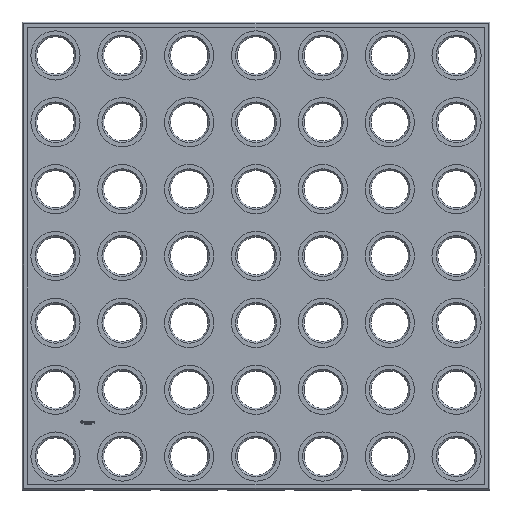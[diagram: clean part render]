
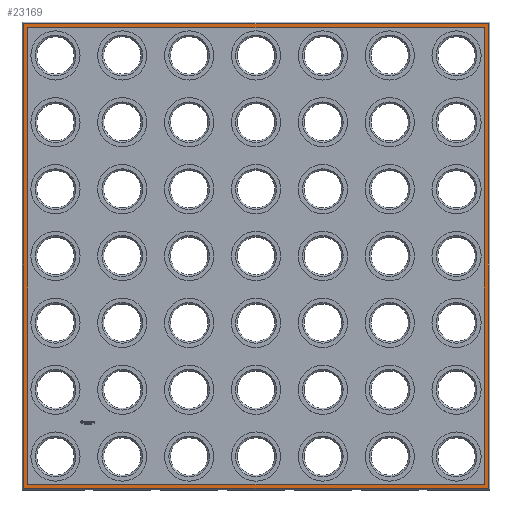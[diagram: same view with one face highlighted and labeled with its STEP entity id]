
A CAD part, top view. The second image highlights one B-rep face of the part: STEP entity #23169.
In plain terms, the highlighted planar face has unit normal (0, 0, 1).
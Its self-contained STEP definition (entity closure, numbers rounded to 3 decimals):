
#100 = PLANE('',#101);
#101 = AXIS2_PLACEMENT_3D('',#102,#103,#104);
#102 = CARTESIAN_POINT('',(-6.25,81.1,2.975));
#103 = DIRECTION('',(0.,0.707,0.707));
#104 = DIRECTION('',(-1.,0.,0.));
#4479 = PLANE('',#4480);
#4480 = AXIS2_PLACEMENT_3D('',#4481,#4482,#4483);
#4481 = CARTESIAN_POINT('',(81.1,81.25,2.975));
#4482 = DIRECTION('',(0.707,0.,0.707)
  );
#4483 = DIRECTION('',(0.,1.,0.));
#5193 = VERTEX_POINT('',#5194);
#5194 = CARTESIAN_POINT('',(-5.95,80.95,3.125));
#5208 = PLANE('',#5209);
#5209 = AXIS2_PLACEMENT_3D('',#5210,#5211,#5212);
#5210 = CARTESIAN_POINT('',(-6.1,-6.25,2.975));
#5211 = DIRECTION('',(-0.707,0.,0.707
    ));
#5212 = DIRECTION('',(0.,-1.,0.));
#5222 = VERTEX_POINT('',#5223);
#5223 = CARTESIAN_POINT('',(80.95,80.95,3.125));
#5244 = EDGE_CURVE('',#5193,#5222,#5245,.T.);
#5245 = SURFACE_CURVE('',#5246,(#5250,#5257),.PCURVE_S1.);
#5246 = LINE('',#5247,#5248);
#5247 = CARTESIAN_POINT('',(-6.25,80.95,3.125));
#5248 = VECTOR('',#5249,1.);
#5249 = DIRECTION('',(1.,0.,0.));
#5250 = PCURVE('',#100,#5251);
#5251 = DEFINITIONAL_REPRESENTATION('',(#5252),#5256);
#5252 = LINE('',#5253,#5254);
#5253 = CARTESIAN_POINT('',(0.,0.212));
#5254 = VECTOR('',#5255,1.);
#5255 = DIRECTION('',(-1.,0.));
#5256 = ( GEOMETRIC_REPRESENTATION_CONTEXT(2) 
PARAMETRIC_REPRESENTATION_CONTEXT() REPRESENTATION_CONTEXT('2D SPACE',''
  ) );
#5257 = PCURVE('',#5258,#5263);
#5258 = PLANE('',#5259);
#5259 = AXIS2_PLACEMENT_3D('',#5260,#5261,#5262);
#5260 = CARTESIAN_POINT('',(37.5,37.5,3.125));
#5261 = DIRECTION('',(0.,0.,1.));
#5262 = DIRECTION('',(1.,0.,0.));
#5263 = DEFINITIONAL_REPRESENTATION('',(#5264),#5268);
#5264 = LINE('',#5265,#5266);
#5265 = CARTESIAN_POINT('',(-43.75,43.45));
#5266 = VECTOR('',#5267,1.);
#5267 = DIRECTION('',(1.,0.));
#5268 = ( GEOMETRIC_REPRESENTATION_CONTEXT(2) 
PARAMETRIC_REPRESENTATION_CONTEXT() REPRESENTATION_CONTEXT('2D SPACE',''
  ) );
#22479 = PLANE('',#22480);
#22480 = AXIS2_PLACEMENT_3D('',#22481,#22482,#22483);
#22481 = CARTESIAN_POINT('',(81.25,-6.1,2.975));
#22482 = DIRECTION('',(0.,-0.707,
    0.707));
#22483 = DIRECTION('',(-1.,0.,0.));
#23078 = VERTEX_POINT('',#23079);
#23079 = CARTESIAN_POINT('',(80.95,-5.95,3.125));
#23100 = EDGE_CURVE('',#5222,#23078,#23101,.T.);
#23101 = SURFACE_CURVE('',#23102,(#23106,#23113),.PCURVE_S1.);
#23102 = LINE('',#23103,#23104);
#23103 = CARTESIAN_POINT('',(80.95,81.25,3.125));
#23104 = VECTOR('',#23105,1.);
#23105 = DIRECTION('',(0.,-1.,0.));
#23106 = PCURVE('',#4479,#23107);
#23107 = DEFINITIONAL_REPRESENTATION('',(#23108),#23112);
#23108 = LINE('',#23109,#23110);
#23109 = CARTESIAN_POINT('',(0.,0.212));
#23110 = VECTOR('',#23111,1.);
#23111 = DIRECTION('',(-1.,0.));
#23112 = ( GEOMETRIC_REPRESENTATION_CONTEXT(2) 
PARAMETRIC_REPRESENTATION_CONTEXT() REPRESENTATION_CONTEXT('2D SPACE',''
  ) );
#23113 = PCURVE('',#5258,#23114);
#23114 = DEFINITIONAL_REPRESENTATION('',(#23115),#23119);
#23115 = LINE('',#23116,#23117);
#23116 = CARTESIAN_POINT('',(43.45,43.75));
#23117 = VECTOR('',#23118,1.);
#23118 = DIRECTION('',(0.,-1.));
#23119 = ( GEOMETRIC_REPRESENTATION_CONTEXT(2) 
PARAMETRIC_REPRESENTATION_CONTEXT() REPRESENTATION_CONTEXT('2D SPACE',''
  ) );
#23125 = VERTEX_POINT('',#23126);
#23126 = CARTESIAN_POINT('',(-5.95,-5.95,3.125));
#23149 = EDGE_CURVE('',#23125,#5193,#23150,.T.);
#23150 = SURFACE_CURVE('',#23151,(#23155,#23162),.PCURVE_S1.);
#23151 = LINE('',#23152,#23153);
#23152 = CARTESIAN_POINT('',(-5.95,-6.25,3.125));
#23153 = VECTOR('',#23154,1.);
#23154 = DIRECTION('',(0.,1.,0.));
#23155 = PCURVE('',#5208,#23156);
#23156 = DEFINITIONAL_REPRESENTATION('',(#23157),#23161);
#23157 = LINE('',#23158,#23159);
#23158 = CARTESIAN_POINT('',(0.,0.212));
#23159 = VECTOR('',#23160,1.);
#23160 = DIRECTION('',(-1.,0.));
#23161 = ( GEOMETRIC_REPRESENTATION_CONTEXT(2) 
PARAMETRIC_REPRESENTATION_CONTEXT() REPRESENTATION_CONTEXT('2D SPACE',''
  ) );
#23162 = PCURVE('',#5258,#23163);
#23163 = DEFINITIONAL_REPRESENTATION('',(#23164),#23168);
#23164 = LINE('',#23165,#23166);
#23165 = CARTESIAN_POINT('',(-43.45,-43.75));
#23166 = VECTOR('',#23167,1.);
#23167 = DIRECTION('',(0.,1.));
#23168 = ( GEOMETRIC_REPRESENTATION_CONTEXT(2) 
PARAMETRIC_REPRESENTATION_CONTEXT() REPRESENTATION_CONTEXT('2D SPACE',''
  ) );
#23169 = ADVANCED_FACE('',(#23170,#23196),#5258,.T.);
#23170 = FACE_BOUND('',#23171,.T.);
#23171 = EDGE_LOOP('',(#23172,#23193,#23194,#23195));
#23172 = ORIENTED_EDGE('',*,*,#23173,.F.);
#23173 = EDGE_CURVE('',#23078,#23125,#23174,.T.);
#23174 = SURFACE_CURVE('',#23175,(#23179,#23186),.PCURVE_S1.);
#23175 = LINE('',#23176,#23177);
#23176 = CARTESIAN_POINT('',(81.25,-5.95,3.125));
#23177 = VECTOR('',#23178,1.);
#23178 = DIRECTION('',(-1.,0.,0.));
#23179 = PCURVE('',#5258,#23180);
#23180 = DEFINITIONAL_REPRESENTATION('',(#23181),#23185);
#23181 = LINE('',#23182,#23183);
#23182 = CARTESIAN_POINT('',(43.75,-43.45));
#23183 = VECTOR('',#23184,1.);
#23184 = DIRECTION('',(-1.,0.));
#23185 = ( GEOMETRIC_REPRESENTATION_CONTEXT(2) 
PARAMETRIC_REPRESENTATION_CONTEXT() REPRESENTATION_CONTEXT('2D SPACE',''
  ) );
#23186 = PCURVE('',#22479,#23187);
#23187 = DEFINITIONAL_REPRESENTATION('',(#23188),#23192);
#23188 = LINE('',#23189,#23190);
#23189 = CARTESIAN_POINT('',(0.,-0.212));
#23190 = VECTOR('',#23191,1.);
#23191 = DIRECTION('',(1.,0.));
#23192 = ( GEOMETRIC_REPRESENTATION_CONTEXT(2) 
PARAMETRIC_REPRESENTATION_CONTEXT() REPRESENTATION_CONTEXT('2D SPACE',''
  ) );
#23193 = ORIENTED_EDGE('',*,*,#23100,.F.);
#23194 = ORIENTED_EDGE('',*,*,#5244,.F.);
#23195 = ORIENTED_EDGE('',*,*,#23149,.F.);
#23196 = FACE_BOUND('',#23197,.T.);
#23197 = EDGE_LOOP('',(#23198,#23228,#23256,#23284));
#23198 = ORIENTED_EDGE('',*,*,#23199,.T.);
#23199 = EDGE_CURVE('',#23200,#23202,#23204,.T.);
#23200 = VERTEX_POINT('',#23201);
#23201 = CARTESIAN_POINT('',(-5.15,-5.15,3.125));
#23202 = VERTEX_POINT('',#23203);
#23203 = CARTESIAN_POINT('',(-5.15,80.15,3.125));
#23204 = SURFACE_CURVE('',#23205,(#23209,#23216),.PCURVE_S1.);
#23205 = LINE('',#23206,#23207);
#23206 = CARTESIAN_POINT('',(-5.15,-5.15,3.125));
#23207 = VECTOR('',#23208,1.);
#23208 = DIRECTION('',(0.,1.,0.));
#23209 = PCURVE('',#5258,#23210);
#23210 = DEFINITIONAL_REPRESENTATION('',(#23211),#23215);
#23211 = LINE('',#23212,#23213);
#23212 = CARTESIAN_POINT('',(-42.65,-42.65));
#23213 = VECTOR('',#23214,1.);
#23214 = DIRECTION('',(0.,1.));
#23215 = ( GEOMETRIC_REPRESENTATION_CONTEXT(2) 
PARAMETRIC_REPRESENTATION_CONTEXT() REPRESENTATION_CONTEXT('2D SPACE',''
  ) );
#23216 = PCURVE('',#23217,#23222);
#23217 = PLANE('',#23218);
#23218 = AXIS2_PLACEMENT_3D('',#23219,#23220,#23221);
#23219 = CARTESIAN_POINT('',(-5.15,-5.15,3.125));
#23220 = DIRECTION('',(1.,0.,0.));
#23221 = DIRECTION('',(0.,1.,0.));
#23222 = DEFINITIONAL_REPRESENTATION('',(#23223),#23227);
#23223 = LINE('',#23224,#23225);
#23224 = CARTESIAN_POINT('',(0.,0.));
#23225 = VECTOR('',#23226,1.);
#23226 = DIRECTION('',(1.,0.));
#23227 = ( GEOMETRIC_REPRESENTATION_CONTEXT(2) 
PARAMETRIC_REPRESENTATION_CONTEXT() REPRESENTATION_CONTEXT('2D SPACE',''
  ) );
#23228 = ORIENTED_EDGE('',*,*,#23229,.T.);
#23229 = EDGE_CURVE('',#23202,#23230,#23232,.T.);
#23230 = VERTEX_POINT('',#23231);
#23231 = CARTESIAN_POINT('',(80.15,80.15,3.125));
#23232 = SURFACE_CURVE('',#23233,(#23237,#23244),.PCURVE_S1.);
#23233 = LINE('',#23234,#23235);
#23234 = CARTESIAN_POINT('',(-5.15,80.15,3.125));
#23235 = VECTOR('',#23236,1.);
#23236 = DIRECTION('',(1.,0.,0.));
#23237 = PCURVE('',#5258,#23238);
#23238 = DEFINITIONAL_REPRESENTATION('',(#23239),#23243);
#23239 = LINE('',#23240,#23241);
#23240 = CARTESIAN_POINT('',(-42.65,42.65));
#23241 = VECTOR('',#23242,1.);
#23242 = DIRECTION('',(1.,0.));
#23243 = ( GEOMETRIC_REPRESENTATION_CONTEXT(2) 
PARAMETRIC_REPRESENTATION_CONTEXT() REPRESENTATION_CONTEXT('2D SPACE',''
  ) );
#23244 = PCURVE('',#23245,#23250);
#23245 = PLANE('',#23246);
#23246 = AXIS2_PLACEMENT_3D('',#23247,#23248,#23249);
#23247 = CARTESIAN_POINT('',(-5.15,80.15,3.125));
#23248 = DIRECTION('',(0.,-1.,0.));
#23249 = DIRECTION('',(1.,0.,0.));
#23250 = DEFINITIONAL_REPRESENTATION('',(#23251),#23255);
#23251 = LINE('',#23252,#23253);
#23252 = CARTESIAN_POINT('',(0.,0.));
#23253 = VECTOR('',#23254,1.);
#23254 = DIRECTION('',(1.,0.));
#23255 = ( GEOMETRIC_REPRESENTATION_CONTEXT(2) 
PARAMETRIC_REPRESENTATION_CONTEXT() REPRESENTATION_CONTEXT('2D SPACE',''
  ) );
#23256 = ORIENTED_EDGE('',*,*,#23257,.T.);
#23257 = EDGE_CURVE('',#23230,#23258,#23260,.T.);
#23258 = VERTEX_POINT('',#23259);
#23259 = CARTESIAN_POINT('',(80.15,-5.15,3.125));
#23260 = SURFACE_CURVE('',#23261,(#23265,#23272),.PCURVE_S1.);
#23261 = LINE('',#23262,#23263);
#23262 = CARTESIAN_POINT('',(80.15,80.15,3.125));
#23263 = VECTOR('',#23264,1.);
#23264 = DIRECTION('',(0.,-1.,0.));
#23265 = PCURVE('',#5258,#23266);
#23266 = DEFINITIONAL_REPRESENTATION('',(#23267),#23271);
#23267 = LINE('',#23268,#23269);
#23268 = CARTESIAN_POINT('',(42.65,42.65));
#23269 = VECTOR('',#23270,1.);
#23270 = DIRECTION('',(0.,-1.));
#23271 = ( GEOMETRIC_REPRESENTATION_CONTEXT(2) 
PARAMETRIC_REPRESENTATION_CONTEXT() REPRESENTATION_CONTEXT('2D SPACE',''
  ) );
#23272 = PCURVE('',#23273,#23278);
#23273 = PLANE('',#23274);
#23274 = AXIS2_PLACEMENT_3D('',#23275,#23276,#23277);
#23275 = CARTESIAN_POINT('',(80.15,80.15,3.125));
#23276 = DIRECTION('',(-1.,0.,0.));
#23277 = DIRECTION('',(0.,-1.,0.));
#23278 = DEFINITIONAL_REPRESENTATION('',(#23279),#23283);
#23279 = LINE('',#23280,#23281);
#23280 = CARTESIAN_POINT('',(0.,0.));
#23281 = VECTOR('',#23282,1.);
#23282 = DIRECTION('',(1.,0.));
#23283 = ( GEOMETRIC_REPRESENTATION_CONTEXT(2) 
PARAMETRIC_REPRESENTATION_CONTEXT() REPRESENTATION_CONTEXT('2D SPACE',''
  ) );
#23284 = ORIENTED_EDGE('',*,*,#23285,.T.);
#23285 = EDGE_CURVE('',#23258,#23200,#23286,.T.);
#23286 = SURFACE_CURVE('',#23287,(#23291,#23298),.PCURVE_S1.);
#23287 = LINE('',#23288,#23289);
#23288 = CARTESIAN_POINT('',(80.15,-5.15,3.125));
#23289 = VECTOR('',#23290,1.);
#23290 = DIRECTION('',(-1.,0.,0.));
#23291 = PCURVE('',#5258,#23292);
#23292 = DEFINITIONAL_REPRESENTATION('',(#23293),#23297);
#23293 = LINE('',#23294,#23295);
#23294 = CARTESIAN_POINT('',(42.65,-42.65));
#23295 = VECTOR('',#23296,1.);
#23296 = DIRECTION('',(-1.,0.));
#23297 = ( GEOMETRIC_REPRESENTATION_CONTEXT(2) 
PARAMETRIC_REPRESENTATION_CONTEXT() REPRESENTATION_CONTEXT('2D SPACE',''
  ) );
#23298 = PCURVE('',#23299,#23304);
#23299 = PLANE('',#23300);
#23300 = AXIS2_PLACEMENT_3D('',#23301,#23302,#23303);
#23301 = CARTESIAN_POINT('',(80.15,-5.15,3.125));
#23302 = DIRECTION('',(0.,1.,0.));
#23303 = DIRECTION('',(-1.,0.,0.));
#23304 = DEFINITIONAL_REPRESENTATION('',(#23305),#23309);
#23305 = LINE('',#23306,#23307);
#23306 = CARTESIAN_POINT('',(0.,0.));
#23307 = VECTOR('',#23308,1.);
#23308 = DIRECTION('',(1.,0.));
#23309 = ( GEOMETRIC_REPRESENTATION_CONTEXT(2) 
PARAMETRIC_REPRESENTATION_CONTEXT() REPRESENTATION_CONTEXT('2D SPACE',''
  ) );
